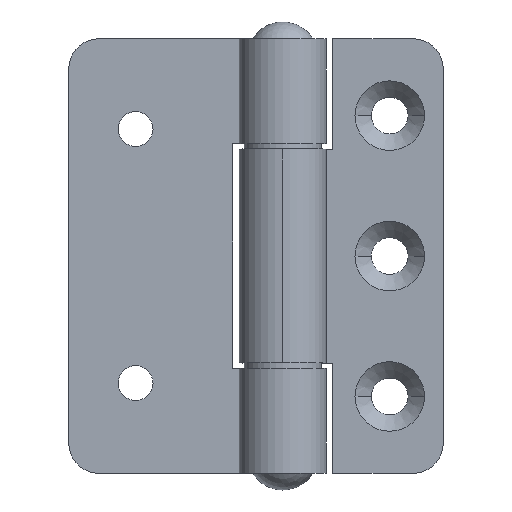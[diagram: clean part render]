
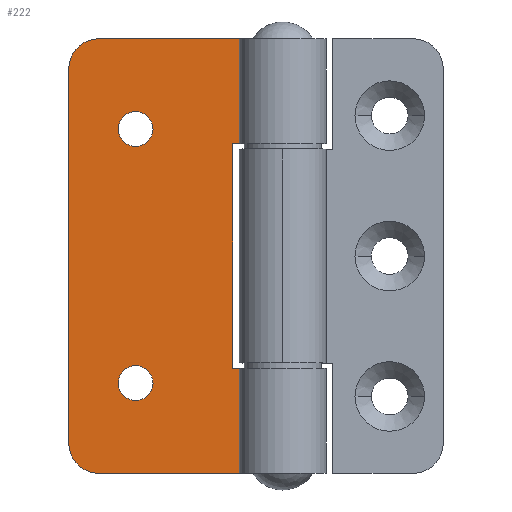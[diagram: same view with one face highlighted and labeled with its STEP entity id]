
A CAD part, top view. The second image highlights one B-rep face of the part: STEP entity #222.
In plain terms, the highlighted face is planar.
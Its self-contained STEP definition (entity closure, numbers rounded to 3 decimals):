
#29 = DIRECTION ( 'NONE',  ( -1., 0., 0. ) ) ;
#155 = VERTEX_POINT ( 'NONE', #915 ) ;
#157 = EDGE_CURVE ( 'NONE', #155, #158, #914, .T. ) ;
#158 = VERTEX_POINT ( 'NONE', #909 ) ;
#173 = VERTEX_POINT ( 'NONE', #951 ) ;
#175 = EDGE_CURVE ( 'NONE', #173, #176, #950, .T. ) ;
#176 = VERTEX_POINT ( 'NONE', #945 ) ;
#195 = ORIENTED_EDGE ( 'NONE', *, *, #196, .T. ) ;
#196 = EDGE_CURVE ( 'NONE', #221, #2560, #977, .T. ) ;
#197 = ORIENTED_EDGE ( 'NONE', *, *, #2463, .T. ) ;
#209 = ORIENTED_EDGE ( 'NONE', *, *, #210, .F. ) ;
#210 = EDGE_CURVE ( 'NONE', #211, #2522, #1016, .T. ) ;
#211 = VERTEX_POINT ( 'NONE', #1012 ) ;
#212 = ORIENTED_EDGE ( 'NONE', *, *, #213, .T. ) ;
#213 = EDGE_CURVE ( 'NONE', #211, #2466, #1011, .T. ) ;
#214 = ORIENTED_EDGE ( 'NONE', *, *, #2468, .F. ) ;
#215 = ORIENTED_EDGE ( 'NONE', *, *, #2532, .T. ) ;
#216 = ORIENTED_EDGE ( 'NONE', *, *, #217, .T. ) ;
#217 = EDGE_CURVE ( 'NONE', #2535, #218, #1006, .T. ) ;
#218 = VERTEX_POINT ( 'NONE', #1002 ) ;
#219 = ORIENTED_EDGE ( 'NONE', *, *, #220, .T. ) ;
#220 = EDGE_CURVE ( 'NONE', #218, #221, #1000, .T. ) ;
#221 = VERTEX_POINT ( 'NONE', #1061 ) ;
#222 = ADVANCED_FACE ( 'NONE', ( #1060, #1059, #1058 ), #1057, .F. ) ;
#747 = VECTOR ( 'NONE', #29, 1000. ) ;
#909 = CARTESIAN_POINT ( 'NONE',  ( 51.5, -3.5, 24.6 ) ) ;
#910 = DIRECTION ( 'NONE',  ( 0., 0., 1. ) ) ;
#911 = DIRECTION ( 'NONE',  ( 0., 1., 0. ) ) ;
#912 = CARTESIAN_POINT ( 'NONE',  ( 51.5, -3.5, 22. ) ) ;
#913 = AXIS2_PLACEMENT_3D ( 'NONE', #912, #911, #910 ) ;
#914 = CIRCLE ( 'NONE', #913, 2.6 ) ;
#915 = CARTESIAN_POINT ( 'NONE',  ( 51.5, -3.5, 19.4 ) ) ;
#945 = CARTESIAN_POINT ( 'NONE',  ( 13.5, -3.5, 24.6 ) ) ;
#946 = DIRECTION ( 'NONE',  ( 0., 0., 1. ) ) ;
#947 = DIRECTION ( 'NONE',  ( 0., 1., 0. ) ) ;
#948 = CARTESIAN_POINT ( 'NONE',  ( 13.5, -3.5, 22. ) ) ;
#949 = AXIS2_PLACEMENT_3D ( 'NONE', #948, #947, #946 ) ;
#950 = CIRCLE ( 'NONE', #949, 2.6 ) ;
#951 = CARTESIAN_POINT ( 'NONE',  ( 13.5, -3.5, 19.4 ) ) ;
#974 = DIRECTION ( 'NONE',  ( 0., 0., -1. ) ) ;
#975 = VECTOR ( 'NONE', #974, 1000. ) ;
#976 = CARTESIAN_POINT ( 'NONE',  ( 15.7, -3.5, 32. ) ) ;
#977 = LINE ( 'NONE', #976, #975 ) ;
#999 = CARTESIAN_POINT ( 'NONE',  ( 65., -3.5, 7.5 ) ) ;
#1000 = LINE ( 'NONE', #999, #747 ) ;
#1002 = CARTESIAN_POINT ( 'NONE',  ( 49.3, -3.5, 7.5 ) ) ;
#1003 = DIRECTION ( 'NONE',  ( 0., 0., 1. ) ) ;
#1004 = VECTOR ( 'NONE', #1003, 1000. ) ;
#1005 = CARTESIAN_POINT ( 'NONE',  ( 49.3, -3.5, 32. ) ) ;
#1006 = LINE ( 'NONE', #1005, #1004 ) ;
#1007 = DIRECTION ( 'NONE',  ( 0., 0., -1. ) ) ;
#1008 = DIRECTION ( 'NONE',  ( 0., 1., 0. ) ) ;
#1009 = CARTESIAN_POINT ( 'NONE',  ( 60.5, -3.5, 27.5 ) ) ;
#1010 = AXIS2_PLACEMENT_3D ( 'NONE', #1009, #1008, #1007 ) ;
#1011 = CIRCLE ( 'NONE', #1010, 4.5 ) ;
#1012 = CARTESIAN_POINT ( 'NONE',  ( 60.5, -3.5, 32. ) ) ;
#1013 = DIRECTION ( 'NONE',  ( -1., 0., 0. ) ) ;
#1014 = VECTOR ( 'NONE', #1013, 1000. ) ;
#1015 = CARTESIAN_POINT ( 'NONE',  ( 65., -3.5, 32. ) ) ;
#1016 = LINE ( 'NONE', #1015, #1014 ) ;
#1053 = DIRECTION ( 'NONE',  ( 0., 0., -1. ) ) ;
#1054 = DIRECTION ( 'NONE',  ( 0., -1., 0. ) ) ;
#1055 = CARTESIAN_POINT ( 'NONE',  ( 65., -3.5, 32. ) ) ;
#1056 = AXIS2_PLACEMENT_3D ( 'NONE', #1055, #1054, #1053 ) ;
#1057 = PLANE ( 'NONE',  #1056 ) ;
#1058 = FACE_OUTER_BOUND ( 'NONE', #2520, .T. ) ;
#1059 = FACE_BOUND ( 'NONE', #2526, .T. ) ;
#1060 = FACE_BOUND ( 'NONE', #2527, .T. ) ;
#1061 = CARTESIAN_POINT ( 'NONE',  ( 15.7, -3.5, 7.5 ) ) ;
#1654 = DIRECTION ( 'NONE',  ( 0., 0., 1. ) ) ;
#1655 = VECTOR ( 'NONE', #1654, 1000. ) ;
#1656 = CARTESIAN_POINT ( 'NONE',  ( 65., -3.5, 32. ) ) ;
#1657 = LINE ( 'NONE', #1656, #1655 ) ;
#1658 = CARTESIAN_POINT ( 'NONE',  ( 65., -3.5, 27.5 ) ) ;
#1659 = CARTESIAN_POINT ( 'NONE',  ( 0., -3.5, 5.477 ) ) ;
#1660 = DIRECTION ( 'NONE',  ( -1., 0., 0. ) ) ;
#1661 = VECTOR ( 'NONE', #1660, 1000. ) ;
#1662 = CARTESIAN_POINT ( 'NONE',  ( 65., -3.5, 5.477 ) ) ;
#1666 = LINE ( 'NONE', #1662, #1661 ) ;
#1721 = CARTESIAN_POINT ( 'NONE',  ( 0., -3.5, 27.5 ) ) ;
#1726 = DIRECTION ( 'NONE',  ( 0., 0., 1. ) ) ;
#1727 = VECTOR ( 'NONE', #1726, 1000. ) ;
#1728 = CARTESIAN_POINT ( 'NONE',  ( 0., -3.5, 32. ) ) ;
#1729 = LINE ( 'NONE', #1728, #1727 ) ;
#1743 = DIRECTION ( 'NONE',  ( 0., 0., 1. ) ) ;
#1744 = DIRECTION ( 'NONE',  ( 0., 1., 0. ) ) ;
#1745 = AXIS2_PLACEMENT_3D ( 'NONE', #1752, #1744, #1743 ) ;
#1746 = CIRCLE ( 'NONE', #1745, 2.6 ) ;
#1747 = DIRECTION ( 'NONE',  ( 0., 0., 1. ) ) ;
#1748 = DIRECTION ( 'NONE',  ( 0., 1., 0. ) ) ;
#1749 = CARTESIAN_POINT ( 'NONE',  ( 51.5, -3.5, 22. ) ) ;
#1750 = AXIS2_PLACEMENT_3D ( 'NONE', #1749, #1748, #1747 ) ;
#1751 = CIRCLE ( 'NONE', #1750, 2.6 ) ;
#1752 = CARTESIAN_POINT ( 'NONE',  ( 13.5, -3.5, 22. ) ) ;
#1753 = CARTESIAN_POINT ( 'NONE',  ( 4.5, -3.5, 32. ) ) ;
#1754 = DIRECTION ( 'NONE',  ( 0., 0., -1. ) ) ;
#1755 = DIRECTION ( 'NONE',  ( 0., 1., 0. ) ) ;
#1756 = AXIS2_PLACEMENT_3D ( 'NONE', #1763, #1755, #1754 ) ;
#1757 = CIRCLE ( 'NONE', #1756, 4.5 ) ;
#1763 = CARTESIAN_POINT ( 'NONE',  ( 4.5, -3.5, 27.5 ) ) ;
#1784 = CARTESIAN_POINT ( 'NONE',  ( 65., -3.5, 5.477 ) ) ;
#1795 = CARTESIAN_POINT ( 'NONE',  ( 49.3, -3.5, 5.477 ) ) ;
#1802 = DIRECTION ( 'NONE',  ( -1., 0., 0. ) ) ;
#1803 = VECTOR ( 'NONE', #1802, 1000. ) ;
#1804 = CARTESIAN_POINT ( 'NONE',  ( 65., -3.5, 5.477 ) ) ;
#1805 = LINE ( 'NONE', #1804, #1803 ) ;
#1812 = CARTESIAN_POINT ( 'NONE',  ( 15.7, -3.5, 5.477 ) ) ;
#2463 = EDGE_CURVE ( 'NONE', #2560, #2465, #1666, .T. ) ;
#2465 = VERTEX_POINT ( 'NONE', #1659 ) ;
#2466 = VERTEX_POINT ( 'NONE', #1658 ) ;
#2468 = EDGE_CURVE ( 'NONE', #2539, #2466, #1657, .T. ) ;
#2500 = EDGE_CURVE ( 'NONE', #2465, #2502, #1729, .T. ) ;
#2502 = VERTEX_POINT ( 'NONE', #1721 ) ;
#2518 = ORIENTED_EDGE ( 'NONE', *, *, #2519, .T. ) ;
#2519 = EDGE_CURVE ( 'NONE', #2502, #2522, #1757, .T. ) ;
#2520 = EDGE_LOOP ( 'NONE', ( #2521, #2518, #209, #212, #214, #215, #216, #219, #195, #197 ) ) ;
#2521 = ORIENTED_EDGE ( 'NONE', *, *, #2500, .T. ) ;
#2522 = VERTEX_POINT ( 'NONE', #1753 ) ;
#2523 = ORIENTED_EDGE ( 'NONE', *, *, #2524, .F. ) ;
#2524 = EDGE_CURVE ( 'NONE', #158, #155, #1751, .T. ) ;
#2525 = ORIENTED_EDGE ( 'NONE', *, *, #157, .F. ) ;
#2526 = EDGE_LOOP ( 'NONE', ( #2523, #2525 ) ) ;
#2527 = EDGE_LOOP ( 'NONE', ( #2529, #2528 ) ) ;
#2528 = ORIENTED_EDGE ( 'NONE', *, *, #175, .F. ) ;
#2529 = ORIENTED_EDGE ( 'NONE', *, *, #2530, .F. ) ;
#2530 = EDGE_CURVE ( 'NONE', #176, #173, #1746, .T. ) ;
#2532 = EDGE_CURVE ( 'NONE', #2539, #2535, #1805, .T. ) ;
#2535 = VERTEX_POINT ( 'NONE', #1795 ) ;
#2539 = VERTEX_POINT ( 'NONE', #1784 ) ;
#2560 = VERTEX_POINT ( 'NONE', #1812 ) ;
